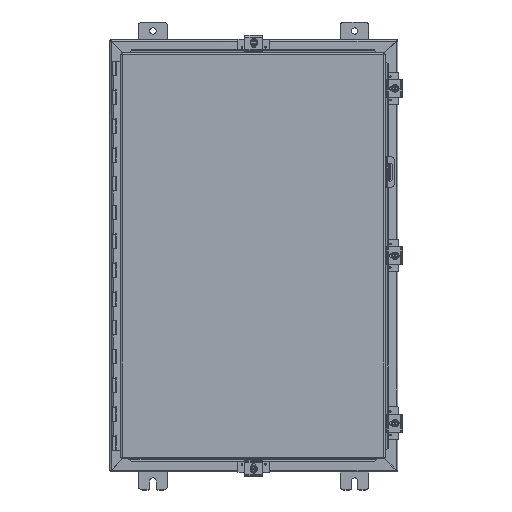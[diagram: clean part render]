
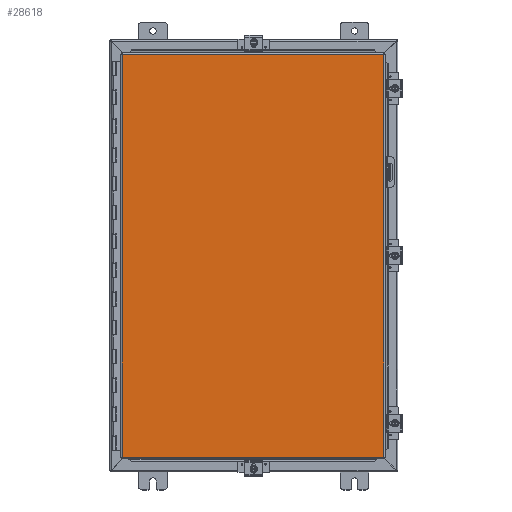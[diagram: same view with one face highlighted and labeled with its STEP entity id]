
A CAD part, top view. The second image highlights one B-rep face of the part: STEP entity #28618.
In plain terms, the highlighted face is planar.
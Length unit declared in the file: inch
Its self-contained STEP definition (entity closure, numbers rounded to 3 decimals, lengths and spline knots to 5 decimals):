
#1465 = LINE ( 'NONE', #29785, #7104 ) ;
#2029 = EDGE_CURVE ( 'NONE', #15919, #45157, #10277, .T. ) ;
#3797 = EDGE_CURVE ( 'NONE', #10976, #27753, #28430, .T. ) ;
#5445 = EDGE_CURVE ( 'NONE', #27753, #15919, #14736, .T. ) ;
#6112 = EDGE_CURVE ( 'NONE', #45157, #10976, #1465, .T. ) ;
#7104 = VECTOR ( 'NONE', #29880, 39.37008 ) ;
#7864 = CARTESIAN_POINT ( 'NONE',  ( -9.08225, -13.9885, 0. ) ) ;
#8146 = CARTESIAN_POINT ( 'NONE',  ( -9.08225, -13.9885, 0. ) ) ;
#8508 = CARTESIAN_POINT ( 'NONE',  ( 0., 0., 0. ) ) ;
#8983 = FACE_OUTER_BOUND ( 'NONE', #10504, .T. ) ;
#10277 = LINE ( 'NONE', #28180, #11184 ) ;
#10480 = ORIENTED_EDGE ( 'NONE', *, *, #2029, .T. ) ;
#10504 = EDGE_LOOP ( 'NONE', ( #13404, #10480, #33090, #35017 ) ) ;
#10976 = VERTEX_POINT ( 'NONE', #14377 ) ;
#11184 = VECTOR ( 'NONE', #28087, 39.37008 ) ;
#13404 = ORIENTED_EDGE ( 'NONE', *, *, #5445, .T. ) ;
#14377 = CARTESIAN_POINT ( 'NONE',  ( 9.08225, -13.9885, 0. ) ) ;
#14736 = LINE ( 'NONE', #8146, #14783 ) ;
#14783 = VECTOR ( 'NONE', #32636, 39.37008 ) ;
#15394 = AXIS2_PLACEMENT_3D ( 'NONE', #8508, #42036, #42169 ) ;
#15919 = VERTEX_POINT ( 'NONE', #27911 ) ;
#27753 = VERTEX_POINT ( 'NONE', #7864 ) ;
#27911 = CARTESIAN_POINT ( 'NONE',  ( -9.08225, 13.9885, 0. ) ) ;
#28087 = DIRECTION ( 'NONE',  ( 1., 0., 0. ) ) ;
#28180 = CARTESIAN_POINT ( 'NONE',  ( -9.08225, 13.9885, 0. ) ) ;
#28399 = VECTOR ( 'NONE', #42049, 39.37008 ) ;
#28430 = LINE ( 'NONE', #42276, #28399 ) ;
#28618 = ADVANCED_FACE ( 'NONE', ( #8983 ), #34006, .F. ) ;
#29785 = CARTESIAN_POINT ( 'NONE',  ( 9.08225, 13.9885, 0. ) ) ;
#29880 = DIRECTION ( 'NONE',  ( 0., -1., 0. ) ) ;
#32636 = DIRECTION ( 'NONE',  ( 0., 1., 0. ) ) ;
#33090 = ORIENTED_EDGE ( 'NONE', *, *, #6112, .T. ) ;
#34006 = PLANE ( 'NONE',  #15394 ) ;
#35017 = ORIENTED_EDGE ( 'NONE', *, *, #3797, .T. ) ;
#42036 = DIRECTION ( 'NONE',  ( 0., 0., 1. ) ) ;
#42049 = DIRECTION ( 'NONE',  ( -1., 0., 0. ) ) ;
#42169 = DIRECTION ( 'NONE',  ( 1., 0., 0. ) ) ;
#42276 = CARTESIAN_POINT ( 'NONE',  ( 9.08225, -13.9885, 0. ) ) ;
#42775 = CARTESIAN_POINT ( 'NONE',  ( 9.08225, 13.9885, 0. ) ) ;
#45157 = VERTEX_POINT ( 'NONE', #42775 ) ;
